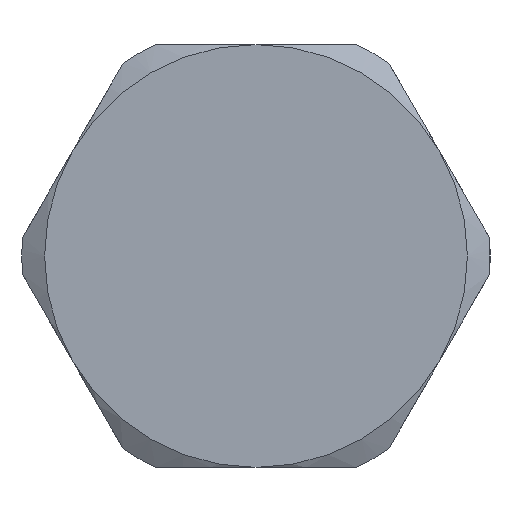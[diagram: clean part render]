
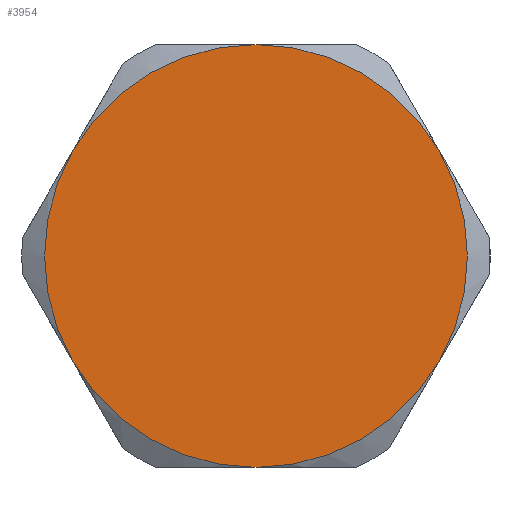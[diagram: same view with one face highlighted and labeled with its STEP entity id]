
A CAD part, left-side view. The second image highlights one B-rep face of the part: STEP entity #3954.
In plain terms, the highlighted planar face has unit normal (-1, 0, 0).
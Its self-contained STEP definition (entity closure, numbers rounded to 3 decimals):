
#22 = ORIENTED_EDGE ( 'NONE', *, *, #4338, .T. ) ;
#89 = CARTESIAN_POINT ( 'NONE',  ( 0., 0., 0. ) ) ;
#113 = DIRECTION ( 'NONE',  ( 1., 0., 0. ) ) ;
#482 = DIRECTION ( 'NONE',  ( -1., 0., 0. ) ) ;
#534 = ORIENTED_EDGE ( 'NONE', *, *, #786, .T. ) ;
#723 = CARTESIAN_POINT ( 'NONE',  ( 0., -9.622, 5.555 ) ) ;
#786 = EDGE_CURVE ( 'NONE', #959, #831, #3275, .T. ) ;
#831 = VERTEX_POINT ( 'NONE', #2757 ) ;
#959 = VERTEX_POINT ( 'NONE', #3364 ) ;
#1057 = CARTESIAN_POINT ( 'NONE',  ( 0., 0., 11.11 ) ) ;
#1258 = AXIS2_PLACEMENT_3D ( 'NONE', #89, #113, #4612 ) ;
#1313 = EDGE_CURVE ( 'NONE', #1872, #5003, #5054, .T. ) ;
#1420 = PLANE ( 'NONE',  #1258 ) ;
#1594 = CIRCLE ( 'NONE', #2358, 11.11 ) ;
#1645 = DIRECTION ( 'NONE',  ( 0., 0., 1. ) ) ;
#1720 = CARTESIAN_POINT ( 'NONE',  ( 0., 0., -11.11 ) ) ;
#1847 = DIRECTION ( 'NONE',  ( 0., 0., 1. ) ) ;
#1856 = ORIENTED_EDGE ( 'NONE', *, *, #5666, .T. ) ;
#1871 = FACE_OUTER_BOUND ( 'NONE', #5864, .T. ) ;
#1872 = VERTEX_POINT ( 'NONE', #723 ) ;
#2047 = AXIS2_PLACEMENT_3D ( 'NONE', #4609, #482, #1847 ) ;
#2059 = CARTESIAN_POINT ( 'NONE',  ( 0., 0., 0. ) ) ;
#2085 = VERTEX_POINT ( 'NONE', #1720 ) ;
#2173 = AXIS2_PLACEMENT_3D ( 'NONE', #4859, #5370, #5820 ) ;
#2315 = CARTESIAN_POINT ( 'NONE',  ( 0., 0., 0. ) ) ;
#2358 = AXIS2_PLACEMENT_3D ( 'NONE', #3878, #4295, #4762 ) ;
#2757 = CARTESIAN_POINT ( 'NONE',  ( 0., 9.622, -5.555 ) ) ;
#2862 = AXIS2_PLACEMENT_3D ( 'NONE', #2059, #3862, #4302 ) ;
#3275 = CIRCLE ( 'NONE', #2047, 11.11 ) ;
#3364 = CARTESIAN_POINT ( 'NONE',  ( 0., 9.622, 5.555 ) ) ;
#3456 = EDGE_CURVE ( 'NONE', #2085, #4522, #4588, .T. ) ;
#3502 = AXIS2_PLACEMENT_3D ( 'NONE', #5275, #4401, #1645 ) ;
#3505 = CARTESIAN_POINT ( 'NONE',  ( 0., -9.622, -5.555 ) ) ;
#3722 = ORIENTED_EDGE ( 'NONE', *, *, #5276, .T. ) ;
#3862 = DIRECTION ( 'NONE',  ( -1., 0., 0. ) ) ;
#3878 = CARTESIAN_POINT ( 'NONE',  ( 0., 0., 0. ) ) ;
#3954 = ADVANCED_FACE ( 'NONE', ( #1871 ), #1420, .F. ) ;
#4295 = DIRECTION ( 'NONE',  ( -1., 0., 0. ) ) ;
#4302 = DIRECTION ( 'NONE',  ( 0., 0., 1. ) ) ;
#4338 = EDGE_CURVE ( 'NONE', #4522, #1872, #4732, .T. ) ;
#4401 = DIRECTION ( 'NONE',  ( -1., 0., 0. ) ) ;
#4522 = VERTEX_POINT ( 'NONE', #3505 ) ;
#4588 = CIRCLE ( 'NONE', #3502, 11.11 ) ;
#4609 = CARTESIAN_POINT ( 'NONE',  ( 0., 0., 0. ) ) ;
#4612 = DIRECTION ( 'NONE',  ( 0., 0., -1. ) ) ;
#4629 = DIRECTION ( 'NONE',  ( 0., 0., 1. ) ) ;
#4732 = CIRCLE ( 'NONE', #2173, 11.11 ) ;
#4762 = DIRECTION ( 'NONE',  ( 0., 0., 1. ) ) ;
#4805 = AXIS2_PLACEMENT_3D ( 'NONE', #2315, #5514, #4629 ) ;
#4859 = CARTESIAN_POINT ( 'NONE',  ( 0., 0., 0. ) ) ;
#4959 = ORIENTED_EDGE ( 'NONE', *, *, #3456, .T. ) ;
#5003 = VERTEX_POINT ( 'NONE', #1057 ) ;
#5054 = CIRCLE ( 'NONE', #4805, 11.11 ) ;
#5275 = CARTESIAN_POINT ( 'NONE',  ( 0., 0., 0. ) ) ;
#5276 = EDGE_CURVE ( 'NONE', #831, #2085, #5855, .T. ) ;
#5296 = ORIENTED_EDGE ( 'NONE', *, *, #1313, .T. ) ;
#5370 = DIRECTION ( 'NONE',  ( -1., 0., 0. ) ) ;
#5514 = DIRECTION ( 'NONE',  ( -1., 0., 0. ) ) ;
#5666 = EDGE_CURVE ( 'NONE', #5003, #959, #1594, .T. ) ;
#5820 = DIRECTION ( 'NONE',  ( 0., 0., 1. ) ) ;
#5855 = CIRCLE ( 'NONE', #2862, 11.11 ) ;
#5864 = EDGE_LOOP ( 'NONE', ( #3722, #4959, #22, #5296, #1856, #534 ) ) ;
